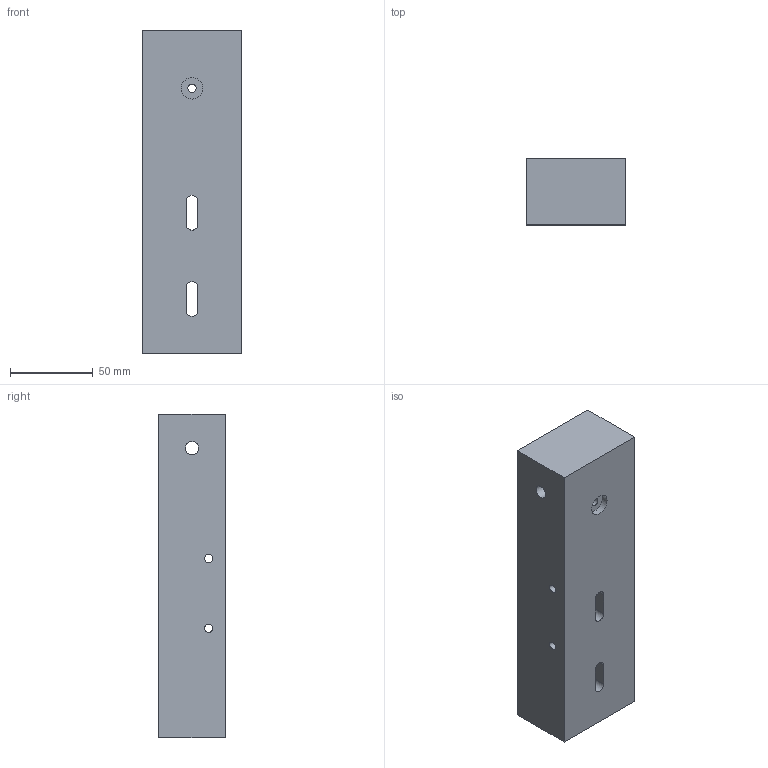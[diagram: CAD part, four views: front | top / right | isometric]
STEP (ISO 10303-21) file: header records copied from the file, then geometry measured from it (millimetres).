
FILE_DESCRIPTION(/* description */ (''),/* implementation_level */ '2;1');
FILE_NAME(/* name */ 'test v1.step',/* time_stamp */ '2020-04-11T11:23:45+02:00',/* author */ (''),/* organization */ (''),/* preprocessor_version */ 'ST-DEVELOPER v18',/* originating_system */ 'Autodesk Translation Framework v8.12.0.6',/* authorisation */ '');
FILE_SCHEMA (('AUTOMOTIVE_DESIGN { 1 0 10303 214 3 1 1 }'));
Length unit declared in the file: millimetre
Products named in the file (1): test
Bounding box: 60 x 40 x 195 mm (x, y, z)
Volume: 450018.9 mm3; surface area: 51257.3 mm2
Topology: 1 solids, 1 shells, 22 faces, 55 edges, 37 vertices
Faces by surface type: plane 12, cylinder 10
Full cylindrical faces by diameter (mm): 5 x3, 8 x1, 13 x2
Entity records: 725 total; most frequent: DIRECTION 122, CARTESIAN_POINT 115, ORIENTED_EDGE 110, EDGE_CURVE 55, AXIS2_PLACEMENT_3D 44, VERTEX_POINT 37, EDGE_LOOP 36, LINE 34
